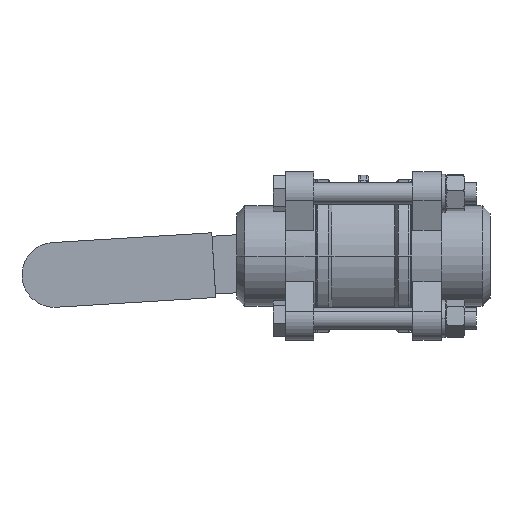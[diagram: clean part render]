
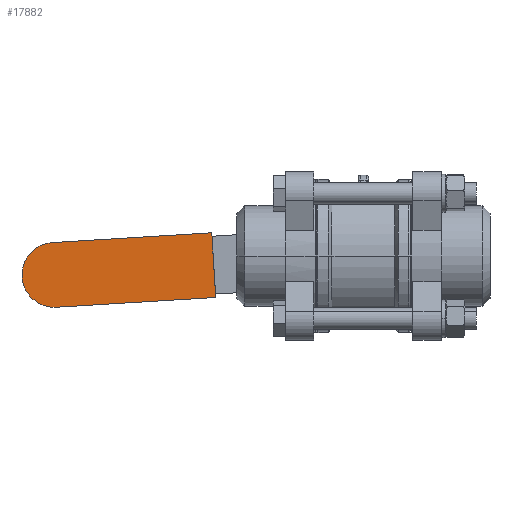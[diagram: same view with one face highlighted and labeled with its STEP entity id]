
A CAD part, front view. The second image highlights one B-rep face of the part: STEP entity #17882.
In plain terms, the highlighted face is planar.
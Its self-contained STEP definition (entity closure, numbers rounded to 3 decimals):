
#728 = EDGE_CURVE ( 'NONE', #20019, #16306, #22029, .T. ) ;
#942 = EDGE_LOOP ( 'NONE', ( #5564, #12017, #16806, #9955 ) ) ;
#1830 = VECTOR ( 'NONE', #11796, 1000. ) ;
#2555 = DIRECTION ( 'NONE',  ( 0., 0., -1. ) ) ;
#3876 = CARTESIAN_POINT ( 'NONE',  ( 0., -14.2, 3.1 ) ) ;
#5028 = AXIS2_PLACEMENT_3D ( 'NONE', #16604, #22470, #8813 ) ;
#5564 = ORIENTED_EDGE ( 'NONE', *, *, #24137, .F. ) ;
#6829 = PLANE ( 'NONE',  #5028 ) ;
#6845 = AXIS2_PLACEMENT_3D ( 'NONE', #14309, #2555, #16289 ) ;
#7174 = FACE_OUTER_BOUND ( 'NONE', #942, .T. ) ;
#7626 = CARTESIAN_POINT ( 'NONE',  ( 0., 14.2, 3.1 ) ) ;
#8813 = DIRECTION ( 'NONE',  ( -1., 0., 0. ) ) ;
#8988 = EDGE_CURVE ( 'NONE', #13810, #20019, #13586, .T. ) ;
#9955 = ORIENTED_EDGE ( 'NONE', *, *, #13397, .F. ) ;
#10704 = DIRECTION ( 'NONE',  ( 0., 1., 0. ) ) ;
#11796 = DIRECTION ( 'NONE',  ( -1., 0., 0. ) ) ;
#12017 = ORIENTED_EDGE ( 'NONE', *, *, #728, .F. ) ;
#12209 = CARTESIAN_POINT ( 'NONE',  ( 70., 14.2, 3.1 ) ) ;
#13257 = CARTESIAN_POINT ( 'NONE',  ( 70., 14.2, 3.1 ) ) ;
#13397 = EDGE_CURVE ( 'NONE', #19067, #13810, #17529, .T. ) ;
#13586 = LINE ( 'NONE', #22489, #18798 ) ;
#13810 = VERTEX_POINT ( 'NONE', #25127 ) ;
#14309 = CARTESIAN_POINT ( 'NONE',  ( 70., 0., 3.1 ) ) ;
#16151 = VECTOR ( 'NONE', #23079, 1000. ) ;
#16289 = DIRECTION ( 'NONE',  ( -1., 0., 0. ) ) ;
#16306 = VERTEX_POINT ( 'NONE', #12209 ) ;
#16604 = CARTESIAN_POINT ( 'NONE',  ( 70., 0., 3.1 ) ) ;
#16806 = ORIENTED_EDGE ( 'NONE', *, *, #8988, .F. ) ;
#17529 = LINE ( 'NONE', #3876, #1830 ) ;
#17882 = ADVANCED_FACE ( 'NONE', ( #7174 ), #6829, .T. ) ;
#18242 = CARTESIAN_POINT ( 'NONE',  ( 70., -14.2, 3.1 ) ) ;
#18798 = VECTOR ( 'NONE', #10704, 1000. ) ;
#19067 = VERTEX_POINT ( 'NONE', #18242 ) ;
#20019 = VERTEX_POINT ( 'NONE', #7626 ) ;
#20769 = CIRCLE ( 'NONE', #6845, 14.2 ) ;
#22029 = LINE ( 'NONE', #13257, #16151 ) ;
#22470 = DIRECTION ( 'NONE',  ( 0., 0., 1. ) ) ;
#22489 = CARTESIAN_POINT ( 'NONE',  ( 0., 14.2, 3.1 ) ) ;
#23079 = DIRECTION ( 'NONE',  ( 1., 0., 0. ) ) ;
#24137 = EDGE_CURVE ( 'NONE', #16306, #19067, #20769, .T. ) ;
#25127 = CARTESIAN_POINT ( 'NONE',  ( 0., -14.2, 3.1 ) ) ;
